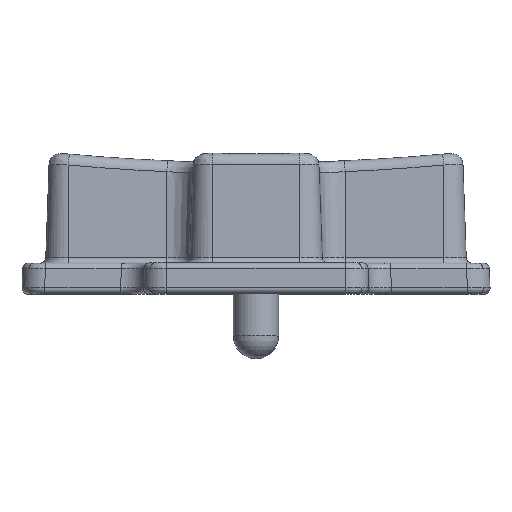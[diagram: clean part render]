
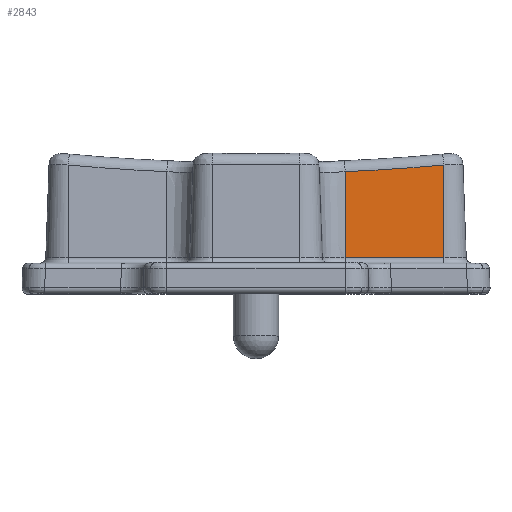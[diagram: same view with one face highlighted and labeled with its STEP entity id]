
A CAD part, top view. The second image highlights one B-rep face of the part: STEP entity #2843.
In plain terms, the highlighted planar face has unit normal (0, 0.035, 0.999).
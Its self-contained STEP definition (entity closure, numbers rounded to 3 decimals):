
#38=PLANE('',#3173);
#149=LINE('',#5201,#286);
#150=LINE('',#5267,#287);
#241=LINE('',#6741,#378);
#286=VECTOR('',#3657,1000.);
#287=VECTOR('',#3658,1000.);
#378=VECTOR('',#3835,1000.);
#632=FACE_OUTER_BOUND('',#831,.T.);
#831=EDGE_LOOP('',(#2229,#2230,#2231,#2232));
#1075=CIRCLE('',#3174,90.496);
#1310=VERTEX_POINT('',#5198);
#1311=VERTEX_POINT('',#5200);
#1312=VERTEX_POINT('',#5265);
#1313=VERTEX_POINT('',#5266);
#1589=EDGE_CURVE('',#1311,#1310,#149,.T.);
#1591=EDGE_CURVE('',#1312,#1313,#150,.T.);
#1737=EDGE_CURVE('',#1310,#1313,#241,.T.);
#1738=EDGE_CURVE('',#1312,#1311,#1075,.T.);
#2229=ORIENTED_EDGE('',*,*,#1589,.T.);
#2230=ORIENTED_EDGE('',*,*,#1737,.T.);
#2231=ORIENTED_EDGE('',*,*,#1591,.F.);
#2232=ORIENTED_EDGE('',*,*,#1738,.T.);
#2843=ADVANCED_FACE('',(#632),#38,.T.);
#3173=AXIS2_PLACEMENT_3D('',#6740,#3833,#3834);
#3174=AXIS2_PLACEMENT_3D('',#6742,#3836,#3837);
#3657=DIRECTION('',(0.,-0.999,0.035));
#3658=DIRECTION('',(0.,-0.999,0.035));
#3833=DIRECTION('center_axis',(0.,0.035,
0.999));
#3834=DIRECTION('ref_axis',(0.,-0.999,0.035));
#3835=DIRECTION('',(1.,0.,0.));
#3836=DIRECTION('center_axis',(0.,-0.035,
-0.999));
#3837=DIRECTION('ref_axis',(0.,-0.999,0.035));
#5198=CARTESIAN_POINT('',(0.76,-0.159,-6.587));
#5200=CARTESIAN_POINT('',(0.76,3.631,-6.719));
#5201=CARTESIAN_POINT('',(0.76,-0.5,-6.575));
#5265=CARTESIAN_POINT('',(5.102,3.924,-6.73));
#5266=CARTESIAN_POINT('',(5.102,-0.159,-6.587));
#5267=CARTESIAN_POINT('',(5.102,-0.5,-6.575));
#6740=CARTESIAN_POINT('Origin',(0.76,-0.5,-6.575));
#6741=CARTESIAN_POINT('',(0.76,-0.159,-6.587));
#6742=CARTESIAN_POINT('Origin',(-3.165,93.987,-9.875));
